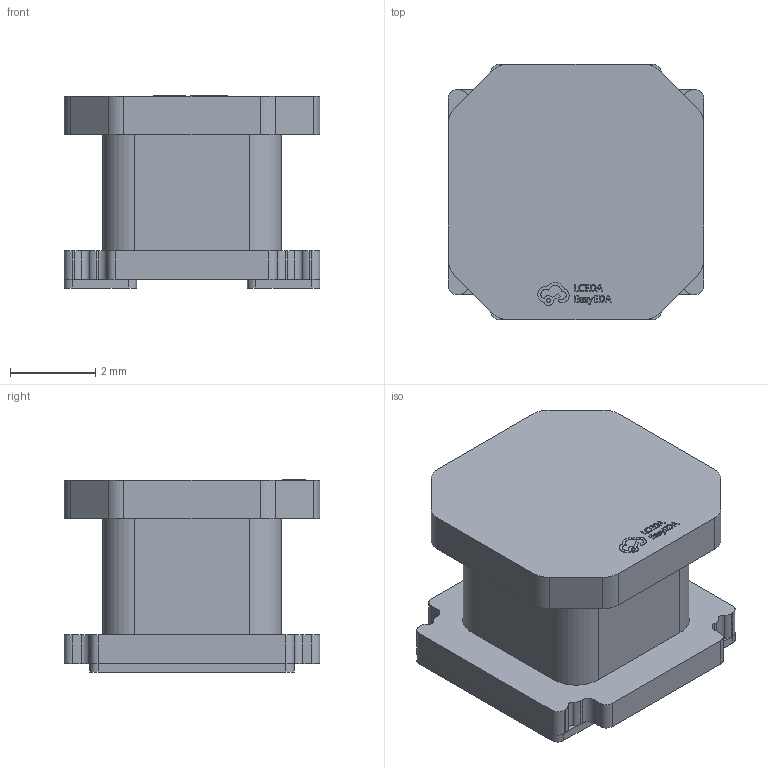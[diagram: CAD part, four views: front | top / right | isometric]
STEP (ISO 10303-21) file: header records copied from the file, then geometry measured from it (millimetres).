
FILE_DESCRIPTION(('FreeCAD Model'),'2;1');
FILE_NAME('Open CASCADE Shape Model','2023-08-29T02:13:42',(''),(''), 'Open CASCADE STEP processor 7.6','FreeCAD','Unknown');
FILE_SCHEMA(('AUTOMOTIVE_DESIGN { 1 0 10303 214 1 1 1 1 }'));
Length unit declared in the file: millimetre
Products named in the file (8): L1; IND-SMD_L6.0-W6.0_VLS6045EX001; COMPOUND012; COMPOUND007; COMPOUND008; COMPOUND009; COMPOUND010; COMPOUND011
Assembly tree (7 placements, depth 4):
  L1
    IND-SMD_L6.0-W6.0_VLS6045EX001
      COMPOUND012
        COMPOUND007
        COMPOUND008
        COMPOUND009
        COMPOUND010
        COMPOUND011
Bounding box: 6 x 6 x 4.51 mm (x, y, z)
Volume: 102.4 mm3; surface area: 282.3 mm2
Topology: 5 solids, 5 shells, 373 faces, 1011 edges, 674 vertices
Faces by surface type: plane 217, bspline 112, cylinder 44
Entity records: 13544 total; most frequent: CARTESIAN_POINT 4170, ORIENTED_EDGE 2022, DIRECTION 1409, EDGE_CURVE 1011, LINE 695, VECTOR 695, VERTEX_POINT 674, FACE_BOUND 399
